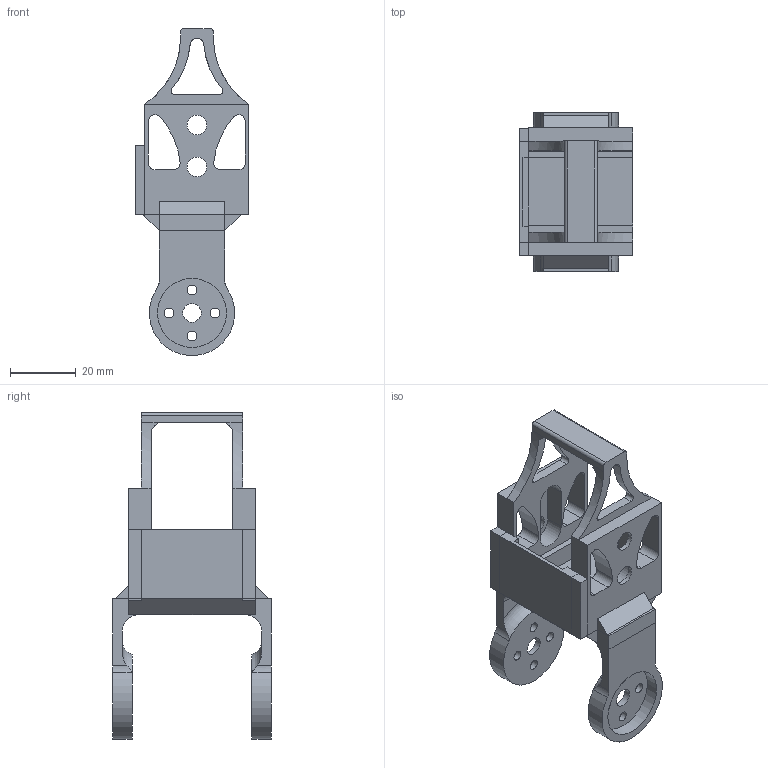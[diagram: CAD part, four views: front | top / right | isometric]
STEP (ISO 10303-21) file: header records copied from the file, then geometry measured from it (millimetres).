
FILE_DESCRIPTION(/* description */ (''),/* implementation_level */ '2;1');
FILE_NAME(/* name */ 'wrist servo case.step',/* time_stamp */ '2025-07-12T21:35:32+08:00',/* author */ (''),/* organization */ (''),/* preprocessor_version */ 'ST-DEVELOPER v20.1',/* originating_system */ 'Autodesk Translation Framework v14.10.0.0',/* authorisation */ '');
FILE_SCHEMA (('AUTOMOTIVE_DESIGN { 1 0 10303 214 3 1 1 }'));
Length unit declared in the file: millimetre
Products named in the file (3): wrist servo case; side; Component1
Assembly tree (2 placements, depth 2):
  wrist servo case
    side
    Component1
Bounding box: 34.7 x 48.4 x 99.55 mm (x, y, z)
Volume: 52089 mm3; surface area: 36988.8 mm2
Topology: 3 solids, 3 shells, 270 faces, 752 edges, 492 vertices
Faces by surface type: plane 134, cylinder 128, bspline 4, torus 4
Full cylindrical faces by diameter (mm): 3 x20, 5.6 x4, 6 x8, 21 x4
Entity records: 9304 total; most frequent: CARTESIAN_POINT 1939, DIRECTION 1534, ORIENTED_EDGE 1504, EDGE_CURVE 752, AXIS2_PLACEMENT_3D 543, VERTEX_POINT 492, LINE 448, VECTOR 448
